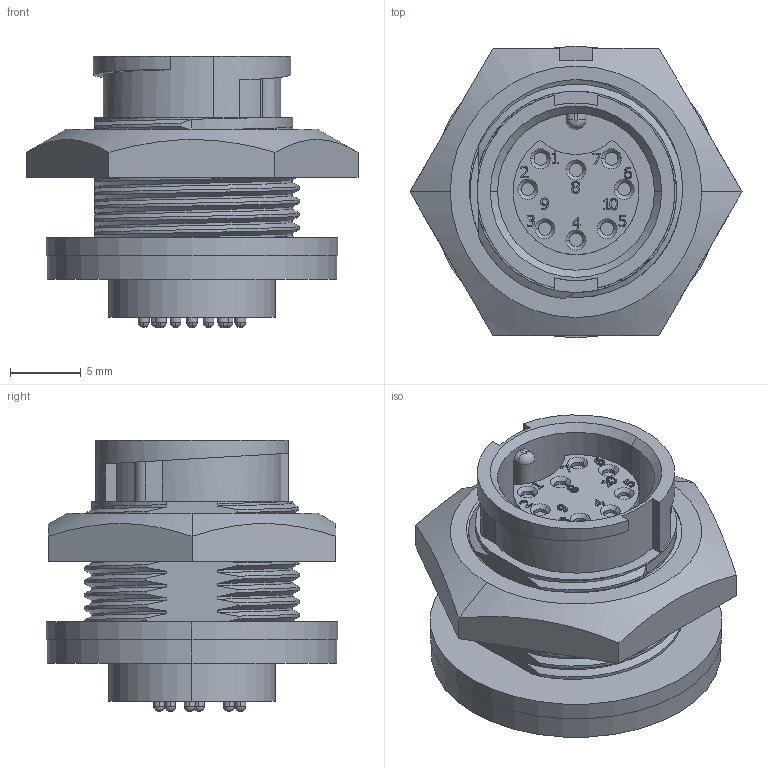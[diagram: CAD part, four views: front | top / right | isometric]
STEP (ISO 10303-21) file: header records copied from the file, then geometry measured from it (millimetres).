
FILE_DESCRIPTION (( 'STEP AP203' ), '1' );
FILE_NAME ('W7881-10SG-300.STEP', '2021-07-27T19:20:20', ( '' ), ( '' ), 'SwSTEP 2.0', 'SolidWorks 2020', '' );
FILE_SCHEMA (( 'CONFIG_CONTROL_DESIGN' ));
Length unit declared in the file: millimetre
Products named in the file (1): W7881-10SG-300
Bounding box: 23.46 x 20.62 x 19.18 mm (x, y, z)
Volume: 2976.7 mm3; surface area: 3461.4 mm2
Topology: 1 solids, 1 shells, 436 faces, 1186 edges, 776 vertices
Faces by surface type: plane 141, bspline 141, cylinder 113, sphere 20, cone 20, torus 1
Entity records: 31817 total; most frequent: CARTESIAN_POINT 21917, ORIENTED_EDGE 2332, DIRECTION 1595, EDGE_CURVE 1166, VERTEX_POINT 776, VECTOR 543, LINE 543, AXIS2_PLACEMENT_3D 526
